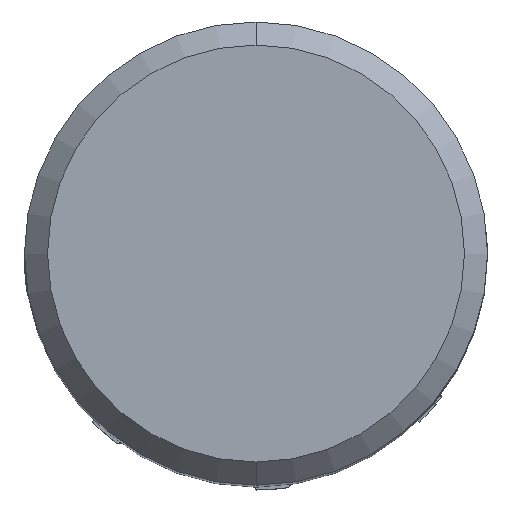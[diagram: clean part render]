
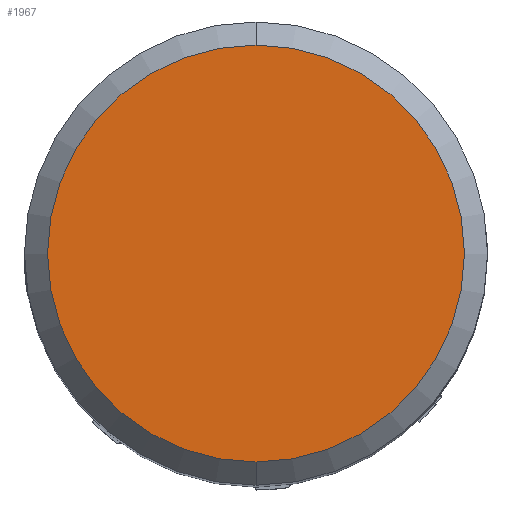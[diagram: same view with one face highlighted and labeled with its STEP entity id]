
A CAD part, top view. The second image highlights one B-rep face of the part: STEP entity #1967.
In plain terms, the highlighted planar face has unit normal (0, 0, 1).
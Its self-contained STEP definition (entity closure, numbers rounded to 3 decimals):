
#1453=EDGE_CURVE('',#2869,#1725,#3733,.T.);
#1725=VERTEX_POINT('',#4024);
#1967=ADVANCED_FACE('',(#4290),#4291,.T.);
#2753=EDGE_CURVE('',#1725,#2869,#5144,.T.);
#2869=VERTEX_POINT('',#5267);
#3733=CIRCLE('',#6645,9.0);
#4024=CARTESIAN_POINT('',(0.0,9.0,0.0));
#4290=FACE_OUTER_BOUND('',#8099,.T.);
#4291=PLANE('',#8100);
#5144=CIRCLE('',#10070,9.0);
#5267=CARTESIAN_POINT('',(0.,-9.0,0.0));
#6645=AXIS2_PLACEMENT_3D('',#12057,#12058,#12059);
#8099=EDGE_LOOP('',(#12689,#12690));
#8100=AXIS2_PLACEMENT_3D('',#12691,#12692,#12693);
#10070=AXIS2_PLACEMENT_3D('',#13556,#13557,#13558);
#12057=CARTESIAN_POINT('',(0.0,0.0,0.0));
#12058=DIRECTION('',(0.0,0.0,-1.0));
#12059=DIRECTION('',(0.0,1.0,0.0));
#12689=ORIENTED_EDGE('',*,*,#2753,.F.);
#12690=ORIENTED_EDGE('',*,*,#1453,.F.);
#12691=CARTESIAN_POINT('',(0.0,4.5,0.0));
#12692=DIRECTION('',(-0.0,0.0,1.0));
#12693=DIRECTION('',(0.0,-1.0,0.0));
#13556=CARTESIAN_POINT('',(0.0,0.0,0.0));
#13557=DIRECTION('',(0.0,0.0,-1.0));
#13558=DIRECTION('',(0.0,1.0,0.0));
